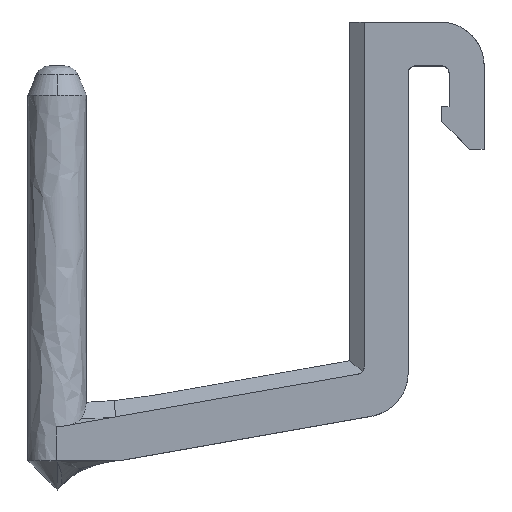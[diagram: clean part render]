
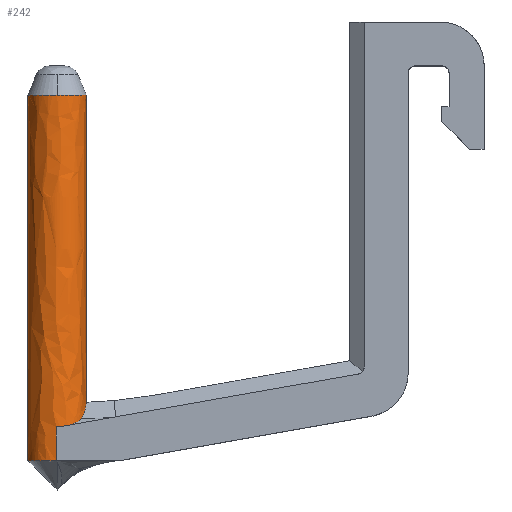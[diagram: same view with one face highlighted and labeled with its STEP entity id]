
A CAD part, top view. The second image highlights one B-rep face of the part: STEP entity #242.
In plain terms, the highlighted free-form (B-spline) face has degree [2, 1] with [5, 2] control points.
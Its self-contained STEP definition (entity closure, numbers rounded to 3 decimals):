
#92 = VERTEX_POINT('',#93);
#93 = CARTESIAN_POINT('',(-71.597,64.198,14.916)
  );
#98 = EDGE_CURVE('',#99,#92,#101,.T.);
#99 = VERTEX_POINT('',#100);
#100 = CARTESIAN_POINT('',(-65.631,64.198,
    8.95));
#101 = ( BOUNDED_CURVE() B_SPLINE_CURVE(2,(#102,#103,#104),
.UNSPECIFIED.,.F.,.F.) B_SPLINE_CURVE_WITH_KNOTS((3,3),(4.712,
6.283),.PIECEWISE_BEZIER_KNOTS.) CURVE() 
GEOMETRIC_REPRESENTATION_ITEM() RATIONAL_B_SPLINE_CURVE((1.,
0.707,1.)) REPRESENTATION_ITEM('') );
#102 = CARTESIAN_POINT('',(-65.631,64.198,
    8.95));
#103 = CARTESIAN_POINT('',(-65.631,64.198,
    14.916));
#104 = CARTESIAN_POINT('',(-71.597,64.198,14.916
    ));
#242 = ADVANCED_FACE('',(#243),#325,.T.);
#243 = FACE_BOUND('',#244,.T.);
#244 = EDGE_LOOP('',(#245,#246,#254,#261,#269,#276,#285,#294,#303,#312,
    #320));
#245 = ORIENTED_EDGE('',*,*,#98,.T.);
#246 = ORIENTED_EDGE('',*,*,#247,.T.);
#247 = EDGE_CURVE('',#92,#248,#250,.T.);
#248 = VERTEX_POINT('',#249);
#249 = CARTESIAN_POINT('',(-77.564,64.198,
    8.95));
#250 = ( BOUNDED_CURVE() B_SPLINE_CURVE(2,(#251,#252,#253),
.UNSPECIFIED.,.F.,.F.) B_SPLINE_CURVE_WITH_KNOTS((3,3),(0.,
1.571),.PIECEWISE_BEZIER_KNOTS.) CURVE() 
GEOMETRIC_REPRESENTATION_ITEM() RATIONAL_B_SPLINE_CURVE((1.,
0.707,1.)) REPRESENTATION_ITEM('') );
#251 = CARTESIAN_POINT('',(-71.597,64.198,14.916
    ));
#252 = CARTESIAN_POINT('',(-77.564,64.198,
    14.916));
#253 = CARTESIAN_POINT('',(-77.564,64.198,
    8.95));
#254 = ORIENTED_EDGE('',*,*,#255,.T.);
#255 = EDGE_CURVE('',#248,#256,#258,.T.);
#256 = VERTEX_POINT('',#257);
#257 = CARTESIAN_POINT('',(-77.564,-10.382,
    8.95));
#258 = B_SPLINE_CURVE_WITH_KNOTS('',1,(#259,#260),.UNSPECIFIED.,.F.,.F.,
  (2,2),(6.35,85.725),.PIECEWISE_BEZIER_KNOTS.);
#259 = CARTESIAN_POINT('',(-77.564,64.198,
    8.95));
#260 = CARTESIAN_POINT('',(-77.564,-10.382,
    8.95));
#261 = ORIENTED_EDGE('',*,*,#262,.F.);
#262 = EDGE_CURVE('',#263,#256,#265,.T.);
#263 = VERTEX_POINT('',#264);
#264 = CARTESIAN_POINT('',(-71.801,-10.382,
    14.913));
#265 = ( BOUNDED_CURVE() B_SPLINE_CURVE(2,(#266,#267,#268),
.UNSPECIFIED.,.F.,.F.) B_SPLINE_CURVE_WITH_KNOTS((3,3),(
0.034,1.571),.PIECEWISE_BEZIER_KNOTS.) CURVE() 
GEOMETRIC_REPRESENTATION_ITEM() RATIONAL_B_SPLINE_CURVE((1.,
0.719,1.)) REPRESENTATION_ITEM('') );
#266 = CARTESIAN_POINT('',(-71.801,-10.382,
    14.913));
#267 = CARTESIAN_POINT('',(-77.564,-10.382,
    14.715));
#268 = CARTESIAN_POINT('',(-77.564,-10.382,
    8.95));
#269 = ORIENTED_EDGE('',*,*,#270,.T.);
#270 = EDGE_CURVE('',#263,#271,#273,.T.);
#271 = VERTEX_POINT('',#272);
#272 = CARTESIAN_POINT('',(-71.801,-3.461,14.913
    ));
#273 = B_SPLINE_CURVE_WITH_KNOTS('',1,(#274,#275),.UNSPECIFIED.,.F.,.F.,
  (2,2),(0.,7.366),.PIECEWISE_BEZIER_KNOTS.);
#274 = CARTESIAN_POINT('',(-71.801,-10.382,
    14.913));
#275 = CARTESIAN_POINT('',(-71.801,-3.461,14.913
    ));
#276 = ORIENTED_EDGE('',*,*,#277,.T.);
#277 = EDGE_CURVE('',#271,#278,#280,.T.);
#278 = VERTEX_POINT('',#279);
#279 = CARTESIAN_POINT('',(-70.987,-3.429,
    14.885));
#280 = ( BOUNDED_CURVE() B_SPLINE_CURVE(3,(#281,#282,#283,#284),
.UNSPECIFIED.,.F.,.F.) B_SPLINE_CURVE_WITH_KNOTS((4,4),(
0.,0.137),.PIECEWISE_BEZIER_KNOTS.) CURVE() 
GEOMETRIC_REPRESENTATION_ITEM() RATIONAL_B_SPLINE_CURVE((1.,
0.998,0.998,1.)) REPRESENTATION_ITEM('') );
#281 = CARTESIAN_POINT('',(-71.801,-3.461,14.913
    ));
#282 = CARTESIAN_POINT('',(-71.529,-3.461,
    14.922));
#283 = CARTESIAN_POINT('',(-71.257,-3.451,
    14.913));
#284 = CARTESIAN_POINT('',(-70.987,-3.429,
    14.885));
#285 = ORIENTED_EDGE('',*,*,#286,.F.);
#286 = EDGE_CURVE('',#287,#278,#289,.T.);
#287 = VERTEX_POINT('',#288);
#288 = CARTESIAN_POINT('',(-69.123,-3.101,14.379)
  );
#289 = ( BOUNDED_CURVE() B_SPLINE_CURVE(3,(#290,#291,#292,#293),
.UNSPECIFIED.,.F.,.F.) B_SPLINE_CURVE_WITH_KNOTS((4,4),(4.285,
4.61),.PIECEWISE_BEZIER_KNOTS.) CURVE() 
GEOMETRIC_REPRESENTATION_ITEM() RATIONAL_B_SPLINE_CURVE((1.,
0.991,0.991,1.)) REPRESENTATION_ITEM('') );
#290 = CARTESIAN_POINT('',(-69.123,-3.101,14.379)
  );
#291 = CARTESIAN_POINT('',(-69.714,-3.205,14.648
    ));
#292 = CARTESIAN_POINT('',(-70.341,-3.315,14.818)
  );
#293 = CARTESIAN_POINT('',(-70.987,-3.429,
    14.885));
#294 = ORIENTED_EDGE('',*,*,#295,.T.);
#295 = EDGE_CURVE('',#287,#296,#298,.T.);
#296 = VERTEX_POINT('',#297);
#297 = CARTESIAN_POINT('',(-66.64,-1.835,
    12.27));
#298 = ( BOUNDED_CURVE() B_SPLINE_CURVE(3,(#299,#300,#301,#302),
.UNSPECIFIED.,.F.,.F.) B_SPLINE_CURVE_WITH_KNOTS((4,4),(0.462,
1.015),.PIECEWISE_BEZIER_KNOTS.) CURVE() 
GEOMETRIC_REPRESENTATION_ITEM() RATIONAL_B_SPLINE_CURVE((1.,
0.975,0.975,1.)) REPRESENTATION_ITEM('') );
#299 = CARTESIAN_POINT('',(-69.123,-3.101,14.379)
  );
#300 = CARTESIAN_POINT('',(-68.109,-2.814,
    13.917));
#301 = CARTESIAN_POINT('',(-67.26,-2.381,
    13.196));
#302 = CARTESIAN_POINT('',(-66.64,-1.835,
    12.27));
#303 = ORIENTED_EDGE('',*,*,#304,.T.);
#304 = EDGE_CURVE('',#296,#305,#307,.T.);
#305 = VERTEX_POINT('',#306);
#306 = CARTESIAN_POINT('',(-65.65,1.55,9.43
    ));
#307 = ( BOUNDED_CURVE() B_SPLINE_CURVE(3,(#308,#309,#310,#311),
.UNSPECIFIED.,.F.,.F.) B_SPLINE_CURVE_WITH_KNOTS((4,4),(0.981,
1.49),.PIECEWISE_BEZIER_KNOTS.) CURVE() 
GEOMETRIC_REPRESENTATION_ITEM() RATIONAL_B_SPLINE_CURVE((1.,
0.978,0.978,1.)) REPRESENTATION_ITEM('') );
#308 = CARTESIAN_POINT('',(-66.64,-1.835,
    12.27));
#309 = CARTESIAN_POINT('',(-66.07,-0.82,
    11.419));
#310 = CARTESIAN_POINT('',(-65.732,0.333,
    10.451));
#311 = CARTESIAN_POINT('',(-65.65,1.55,9.43
    ));
#312 = ORIENTED_EDGE('',*,*,#313,.T.);
#313 = EDGE_CURVE('',#305,#314,#316,.T.);
#314 = VERTEX_POINT('',#315);
#315 = CARTESIAN_POINT('',(-65.631,1.55,8.95
    ));
#316 = ( BOUNDED_CURVE() B_SPLINE_CURVE(2,(#317,#318,#319),
.UNSPECIFIED.,.F.,.F.) B_SPLINE_CURVE_WITH_KNOTS((3,3),(4.632,
4.712),.PIECEWISE_BEZIER_KNOTS.) CURVE() 
GEOMETRIC_REPRESENTATION_ITEM() RATIONAL_B_SPLINE_CURVE((1.,
0.999,1.)) REPRESENTATION_ITEM('') );
#317 = CARTESIAN_POINT('',(-65.65,1.55,9.43
    ));
#318 = CARTESIAN_POINT('',(-65.631,1.55,9.19
    ));
#319 = CARTESIAN_POINT('',(-65.631,1.55,8.95
    ));
#320 = ORIENTED_EDGE('',*,*,#321,.F.);
#321 = EDGE_CURVE('',#99,#314,#322,.T.);
#322 = B_SPLINE_CURVE_WITH_KNOTS('',1,(#323,#324),.UNSPECIFIED.,.F.,.F.,
  (2,2),(6.35,73.025),.PIECEWISE_BEZIER_KNOTS.);
#323 = CARTESIAN_POINT('',(-65.631,64.198,
    8.95));
#324 = CARTESIAN_POINT('',(-65.631,1.55,8.95
    ));
#325 = ( BOUNDED_SURFACE() B_SPLINE_SURFACE(2,1,(
    (#326,#327)
    ,(#328,#329)
    ,(#330,#331)
    ,(#332,#333)
,(#334,#335
    )),.UNSPECIFIED.,.F.,.F.,.F.) B_SPLINE_SURFACE_WITH_KNOTS((3,2,3),(2
    ,2),(0.,1.571,3.142),(6.35,85.725),
.PIECEWISE_BEZIER_KNOTS.) GEOMETRIC_REPRESENTATION_ITEM() 
RATIONAL_B_SPLINE_SURFACE((
    (1.,1.)
    ,(0.707,0.707)
    ,(1.,1.)
    ,(0.707,0.707)
,(1.,1.))) REPRESENTATION_ITEM('') SURFACE() );
#326 = CARTESIAN_POINT('',(-65.631,64.198,
    8.95));
#327 = CARTESIAN_POINT('',(-65.631,-10.382,
    8.95));
#328 = CARTESIAN_POINT('',(-65.631,64.198,
    14.916));
#329 = CARTESIAN_POINT('',(-65.631,-10.382,
    14.916));
#330 = CARTESIAN_POINT('',(-71.597,64.198,14.916
    ));
#331 = CARTESIAN_POINT('',(-71.597,-10.382,14.916
    ));
#332 = CARTESIAN_POINT('',(-77.564,64.198,
    14.916));
#333 = CARTESIAN_POINT('',(-77.564,-10.382,
    14.916));
#334 = CARTESIAN_POINT('',(-77.564,64.198,
    8.95));
#335 = CARTESIAN_POINT('',(-77.564,-10.382,
    8.95));
